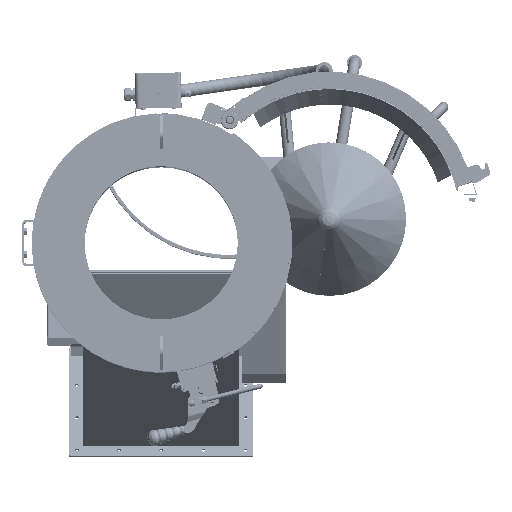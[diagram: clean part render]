
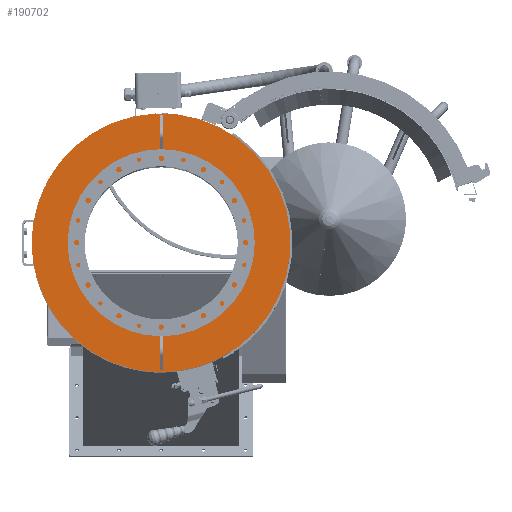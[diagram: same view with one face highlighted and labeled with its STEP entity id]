
A CAD part, top view. The second image highlights one B-rep face of the part: STEP entity #190702.
In plain terms, the highlighted planar face has unit normal (0, 0, 1).
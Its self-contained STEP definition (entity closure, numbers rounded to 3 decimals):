
#2246=FACE_BOUND($,#35538,.T.);
#2247=FACE_BOUND($,#35539,.T.);
#2248=FACE_BOUND($,#35540,.T.);
#5480=CIRCLE($,#201873,337.5);
#5481=CIRCLE($,#201874,337.5);
#5504=CIRCLE($,#201904,203.);
#5513=CIRCLE($,#201916,203.);
#12401=PLANE($,#201915);
#24101=FACE_OUTER_BOUND($,#35537,.T.);
#35537=EDGE_LOOP($,(#153315,#153316));
#35538=EDGE_LOOP($,(#153317,#153318,#153319,#153320));
#35539=EDGE_LOOP($,(#153321,#153322,#153323,#153324));
#35540=EDGE_LOOP($,(#153325,#153326));
#52502=LINE($,#338869,#68812);
#52503=LINE($,#338871,#68813);
#52504=LINE($,#338873,#68814);
#52505=LINE($,#338874,#68815);
#52506=LINE($,#338877,#68816);
#52507=LINE($,#338879,#68817);
#52508=LINE($,#338881,#68818);
#52509=LINE($,#338882,#68819);
#68812=VECTOR($,#234429,100.);
#68813=VECTOR($,#234430,8.);
#68814=VECTOR($,#234431,100.);
#68815=VECTOR($,#234432,8.);
#68816=VECTOR($,#234433,100.);
#68817=VECTOR($,#234434,8.);
#68818=VECTOR($,#234435,100.);
#68819=VECTOR($,#234436,8.);
#88185=VERTEX_POINT($,#338685);
#88186=VERTEX_POINT($,#338686);
#88254=VERTEX_POINT($,#338831);
#88255=VERTEX_POINT($,#338833);
#88270=VERTEX_POINT($,#338867);
#88271=VERTEX_POINT($,#338868);
#88272=VERTEX_POINT($,#338870);
#88273=VERTEX_POINT($,#338872);
#88274=VERTEX_POINT($,#338875);
#88275=VERTEX_POINT($,#338876);
#88276=VERTEX_POINT($,#338878);
#88277=VERTEX_POINT($,#338880);
#110856=EDGE_CURVE($,#88185,#88186,#5480,.T.);
#110857=EDGE_CURVE($,#88186,#88185,#5481,.T.);
#110927=EDGE_CURVE($,#88255,#88254,#5504,.T.);
#110943=EDGE_CURVE($,#88270,#88271,#52502,.T.);
#110944=EDGE_CURVE($,#88271,#88272,#52503,.T.);
#110945=EDGE_CURVE($,#88272,#88273,#52504,.T.);
#110946=EDGE_CURVE($,#88273,#88270,#52505,.T.);
#110947=EDGE_CURVE($,#88274,#88275,#52506,.T.);
#110948=EDGE_CURVE($,#88275,#88276,#52507,.T.);
#110949=EDGE_CURVE($,#88276,#88277,#52508,.T.);
#110950=EDGE_CURVE($,#88277,#88274,#52509,.T.);
#110951=EDGE_CURVE($,#88255,#88254,#5513,.T.);
#153315=ORIENTED_EDGE($,*,*,#110857,.T.);
#153316=ORIENTED_EDGE($,*,*,#110856,.T.);
#153317=ORIENTED_EDGE($,*,*,#110943,.T.);
#153318=ORIENTED_EDGE($,*,*,#110944,.T.);
#153319=ORIENTED_EDGE($,*,*,#110945,.T.);
#153320=ORIENTED_EDGE($,*,*,#110946,.T.);
#153321=ORIENTED_EDGE($,*,*,#110947,.T.);
#153322=ORIENTED_EDGE($,*,*,#110948,.T.);
#153323=ORIENTED_EDGE($,*,*,#110949,.T.);
#153324=ORIENTED_EDGE($,*,*,#110950,.T.);
#153325=ORIENTED_EDGE($,*,*,#110951,.F.);
#153326=ORIENTED_EDGE($,*,*,#110927,.T.);
#190702=ADVANCED_FACE($,(#24101,#2246,#2247,#2248),#12401,.T.);
#201873=AXIS2_PLACEMENT_3D($,#338687,#234289,#234290);
#201874=AXIS2_PLACEMENT_3D($,#338688,#234291,#234292);
#201904=AXIS2_PLACEMENT_3D($,#338834,#234398,#234399);
#201915=AXIS2_PLACEMENT_3D($,#338866,#234427,#234428);
#201916=AXIS2_PLACEMENT_3D($,#338883,#234437,#234438);
#234289=DIRECTION('center_axis',(0.,0.,
1.));
#234290=DIRECTION('ref_axis',(0.,1.,0.));
#234291=DIRECTION('center_axis',(0.,0.,
1.));
#234292=DIRECTION('ref_axis',(0.,1.,0.));
#234398=DIRECTION('center_axis',(0.,0.,
-1.));
#234399=DIRECTION('ref_axis',(0.,1.,0.));
#234427=DIRECTION('center_axis',(0.,0.,
1.));
#234428=DIRECTION('ref_axis',(-1.,0.,0.));
#234429=DIRECTION($,(0.,-1.,0.));
#234430=DIRECTION($,(-1.,0.,0.));
#234431=DIRECTION($,(0.,1.,0.));
#234432=DIRECTION($,(1.,0.,0.));
#234433=DIRECTION($,(0.,-1.,0.));
#234434=DIRECTION($,(-1.,0.,0.));
#234435=DIRECTION($,(0.,1.,0.));
#234436=DIRECTION($,(1.,0.,0.));
#234437=DIRECTION('center_axis',(0.,0.,
1.));
#234438=DIRECTION('ref_axis',(0.,1.,0.));
#338685=CARTESIAN_POINT('',(-332.988,55.,398.));
#338686=CARTESIAN_POINT('',(-332.988,-55.,398.));
#338687=CARTESIAN_POINT('Origin',(0.,0.,
398.));
#338688=CARTESIAN_POINT('Origin',(0.,0.,
398.));
#338831=CARTESIAN_POINT('',(-203.,0.05,398.));
#338833=CARTESIAN_POINT('',(-203.,-0.05,398.));
#338834=CARTESIAN_POINT('Origin',(0.,0.,
398.));
#338866=CARTESIAN_POINT('Origin',(0.,335.5,398.));
#338867=CARTESIAN_POINT('',(4.,332.166,398.));
#338868=CARTESIAN_POINT('',(4.,232.166,398.));
#338869=CARTESIAN_POINT($,(4.,332.166,398.));
#338870=CARTESIAN_POINT('',(-4.,232.166,398.));
#338871=CARTESIAN_POINT($,(4.,232.166,398.));
#338872=CARTESIAN_POINT('',(-4.,332.166,398.));
#338873=CARTESIAN_POINT($,(-4.,232.166,398.));
#338874=CARTESIAN_POINT($,(-4.,332.166,398.));
#338875=CARTESIAN_POINT('',(4.,-232.166,398.));
#338876=CARTESIAN_POINT('',(4.,-332.166,398.));
#338877=CARTESIAN_POINT($,(4.,-232.166,398.));
#338878=CARTESIAN_POINT('',(-4.,-332.166,398.));
#338879=CARTESIAN_POINT($,(4.,-332.166,398.));
#338880=CARTESIAN_POINT('',(-4.,-232.166,398.));
#338881=CARTESIAN_POINT($,(-4.,-332.166,398.));
#338882=CARTESIAN_POINT($,(-4.,-232.166,398.));
#338883=CARTESIAN_POINT('Origin',(0.,0.,
398.));
